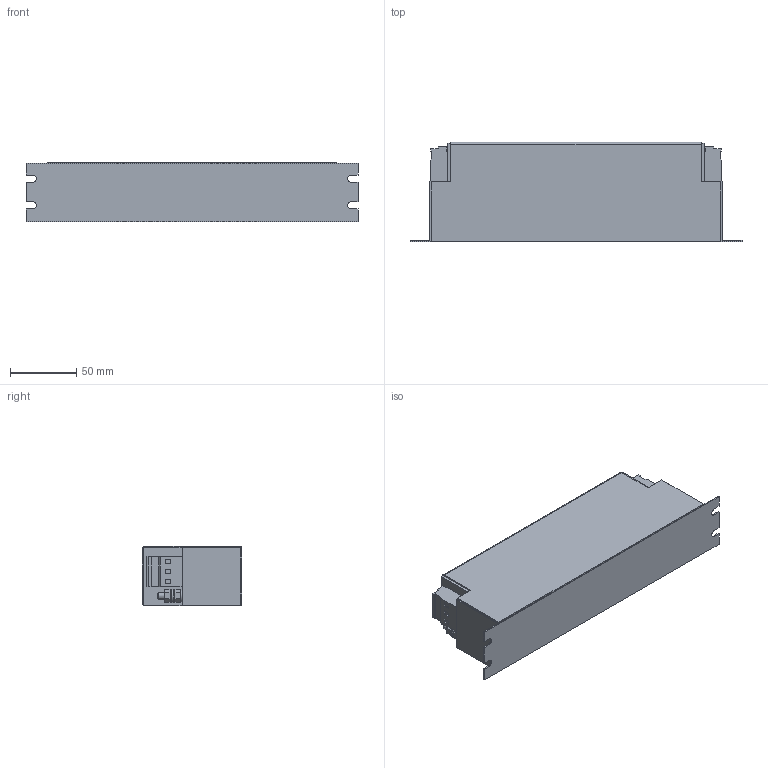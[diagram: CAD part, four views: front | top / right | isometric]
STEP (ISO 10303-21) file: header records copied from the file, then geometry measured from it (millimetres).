
FILE_DESCRIPTION (( 'STEP AP214' ), '1' );
FILE_NAME ('192347.STEP', '2020-05-28T20:59:38', ( '' ), ( '' ), 'SwSTEP 2.0', 'SolidWorks 2018', '' );
FILE_SCHEMA (( 'AUTOMOTIVE_DESIGN' ));
Length unit declared in the file: millimetre
Products named in the file (1): 192347
Bounding box: 250 x 75 x 45 mm (x, y, z)
Volume: 723012.4 mm3; surface area: 63345.3 mm2
Topology: 1 solids, 1 shells, 255 faces, 631 edges, 398 vertices
Faces by surface type: plane 150, cone 52, cylinder 45, torus 8
Entity records: 7781 total; most frequent: CARTESIAN_POINT 1781, ORIENTED_EDGE 1262, DIRECTION 1189, EDGE_CURVE 631, AXIS2_PLACEMENT_3D 414, VERTEX_POINT 398, LINE 361, VECTOR 361
